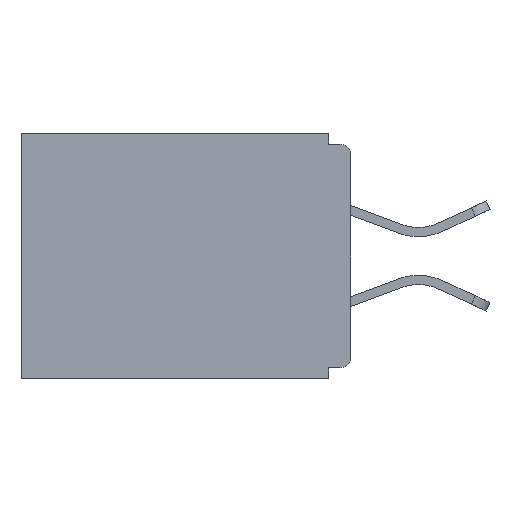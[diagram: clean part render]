
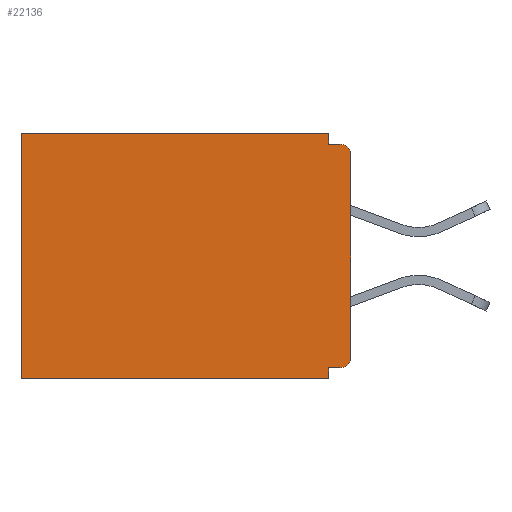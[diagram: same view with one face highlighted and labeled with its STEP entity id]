
A CAD part, left-side view. The second image highlights one B-rep face of the part: STEP entity #22136.
In plain terms, the highlighted planar face has unit normal (-1, 0, 0).
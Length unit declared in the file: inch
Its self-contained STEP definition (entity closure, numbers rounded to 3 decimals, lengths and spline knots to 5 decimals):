
#713 = CARTESIAN_POINT ( 'NONE',  ( 0.298, 0., 0. ) ) ;
#1232 = VERTEX_POINT ( 'NONE', #15404 ) ;
#1821 = AXIS2_PLACEMENT_3D ( 'NONE', #17900, #19855, #2390 ) ;
#2390 = DIRECTION ( 'NONE',  ( 0., 0., -1. ) ) ;
#3068 = ORIENTED_EDGE ( 'NONE', *, *, #19205, .T. ) ;
#3090 = VECTOR ( 'NONE', #8107, 39.37008 ) ;
#3425 = EDGE_CURVE ( 'NONE', #8883, #18133, #21306, .T. ) ;
#3696 = VERTEX_POINT ( 'NONE', #12378 ) ;
#4534 = LINE ( 'NONE', #23819, #17623 ) ;
#5411 = LINE ( 'NONE', #16460, #20923 ) ;
#6233 = CARTESIAN_POINT ( 'NONE',  ( 0.298, 0.031, -0.343 ) ) ;
#7493 = ORIENTED_EDGE ( 'NONE', *, *, #3425, .T. ) ;
#7744 = LINE ( 'NONE', #15555, #16265 ) ;
#8005 = LINE ( 'NONE', #6233, #3090 ) ;
#8107 = DIRECTION ( 'NONE',  ( 0., 0., -1. ) ) ;
#8605 = EDGE_CURVE ( 'NONE', #22622, #23012, #14668, .T. ) ;
#8690 = EDGE_CURVE ( 'NONE', #22622, #18133, #18004, .T. ) ;
#8883 = VERTEX_POINT ( 'NONE', #12933 ) ;
#9132 = DIRECTION ( 'NONE',  ( 1., 0., 0. ) ) ;
#9419 = ORIENTED_EDGE ( 'NONE', *, *, #9753, .F. ) ;
#9753 = EDGE_CURVE ( 'NONE', #3696, #23012, #7744, .T. ) ;
#10385 = ORIENTED_EDGE ( 'NONE', *, *, #12980, .F. ) ;
#10731 = VERTEX_POINT ( 'NONE', #17370 ) ;
#10923 = DIRECTION ( 'NONE',  ( 0., 0., -1. ) ) ;
#11231 = CARTESIAN_POINT ( 'NONE',  ( 0.298, 0.031, -0.343 ) ) ;
#11281 = AXIS2_PLACEMENT_3D ( 'NONE', #21309, #23291, #13143 ) ;
#11334 = ORIENTED_EDGE ( 'NONE', *, *, #20602, .F. ) ;
#11531 = DIRECTION ( 'NONE',  ( 0., 0., -1. ) ) ;
#12032 = LINE ( 'NONE', #11231, #12339 ) ;
#12039 = ORIENTED_EDGE ( 'NONE', *, *, #13398, .F. ) ;
#12278 = EDGE_CURVE ( 'NONE', #21527, #1232, #4534, .T. ) ;
#12339 = VECTOR ( 'NONE', #13176, 39.37008 ) ;
#12378 = CARTESIAN_POINT ( 'NONE',  ( 0.298, 0.031, -0.015 ) ) ;
#12682 = VECTOR ( 'NONE', #24720, 39.37008 ) ;
#12812 = VECTOR ( 'NONE', #14325, 39.37008 ) ;
#12933 = CARTESIAN_POINT ( 'NONE',  ( 0.298, 0.015, -0.328 ) ) ;
#12980 = EDGE_CURVE ( 'NONE', #8883, #16106, #5411, .T. ) ;
#13035 = ORIENTED_EDGE ( 'NONE', *, *, #8690, .F. ) ;
#13143 = DIRECTION ( 'NONE',  ( 0., 0., -1. ) ) ;
#13176 = DIRECTION ( 'NONE',  ( 0., 0., -1. ) ) ;
#13398 = EDGE_CURVE ( 'NONE', #10731, #14391, #15732, .T. ) ;
#14144 = LINE ( 'NONE', #17489, #20520 ) ;
#14325 = DIRECTION ( 'NONE',  ( 0., 0., -1. ) ) ;
#14391 = VERTEX_POINT ( 'NONE', #14944 ) ;
#14668 = CIRCLE ( 'NONE', #1821, 0.015 ) ;
#14944 = CARTESIAN_POINT ( 'NONE',  ( 0.298, 0.46, -0.343 ) ) ;
#15174 = ORIENTED_EDGE ( 'NONE', *, *, #18743, .F. ) ;
#15289 = CARTESIAN_POINT ( 'NONE',  ( 0.298, 0.015, -0.015 ) ) ;
#15404 = CARTESIAN_POINT ( 'NONE',  ( 0.298, 0.46, 0. ) ) ;
#15555 = CARTESIAN_POINT ( 'NONE',  ( 0.298, 0., -0.015 ) ) ;
#15732 = LINE ( 'NONE', #17051, #12682 ) ;
#16106 = VERTEX_POINT ( 'NONE', #18453 ) ;
#16265 = VECTOR ( 'NONE', #25024, 39.37008 ) ;
#16460 = CARTESIAN_POINT ( 'NONE',  ( 0.298, 0., -0.328 ) ) ;
#17051 = CARTESIAN_POINT ( 'NONE',  ( 0.298, 0., -0.343 ) ) ;
#17370 = CARTESIAN_POINT ( 'NONE',  ( 0.298, 0.031, -0.343 ) ) ;
#17489 = CARTESIAN_POINT ( 'NONE',  ( 0.298, 0.46, 0. ) ) ;
#17623 = VECTOR ( 'NONE', #23730, 39.37008 ) ;
#17900 = CARTESIAN_POINT ( 'NONE',  ( 0.298, 0.015, -0.03 ) ) ;
#18004 = LINE ( 'NONE', #713, #12812 ) ;
#18133 = VERTEX_POINT ( 'NONE', #21168 ) ;
#18392 = DIRECTION ( 'NONE',  ( 0., 1., 0. ) ) ;
#18453 = CARTESIAN_POINT ( 'NONE',  ( 0.298, 0.031, -0.328 ) ) ;
#18580 = AXIS2_PLACEMENT_3D ( 'NONE', #22742, #9132, #10923 ) ;
#18743 = EDGE_CURVE ( 'NONE', #16106, #10731, #12032, .T. ) ;
#18813 = PLANE ( 'NONE',  #18580 ) ;
#19205 = EDGE_CURVE ( 'NONE', #1232, #14391, #14144, .T. ) ;
#19619 = FACE_OUTER_BOUND ( 'NONE', #22256, .T. ) ;
#19855 = DIRECTION ( 'NONE',  ( -1., 0., 0. ) ) ;
#20520 = VECTOR ( 'NONE', #11531, 39.37008 ) ;
#20602 = EDGE_CURVE ( 'NONE', #21527, #3696, #8005, .T. ) ;
#20923 = VECTOR ( 'NONE', #18392, 39.37008 ) ;
#21168 = CARTESIAN_POINT ( 'NONE',  ( 0.298, 0., -0.313 ) ) ;
#21306 = CIRCLE ( 'NONE', #11281, 0.015 ) ;
#21309 = CARTESIAN_POINT ( 'NONE',  ( 0.298, 0.015, -0.313 ) ) ;
#21527 = VERTEX_POINT ( 'NONE', #22946 ) ;
#22136 = ADVANCED_FACE ( 'NONE', ( #19619 ), #18813, .F. ) ;
#22256 = EDGE_LOOP ( 'NONE', ( #22518, #9419, #11334, #22867, #3068, #12039, #15174, #10385, #7493, #13035 ) ) ;
#22518 = ORIENTED_EDGE ( 'NONE', *, *, #8605, .T. ) ;
#22546 = CARTESIAN_POINT ( 'NONE',  ( 0.298, 0., -0.03 ) ) ;
#22622 = VERTEX_POINT ( 'NONE', #22546 ) ;
#22742 = CARTESIAN_POINT ( 'NONE',  ( 0.298, 0., 0. ) ) ;
#22867 = ORIENTED_EDGE ( 'NONE', *, *, #12278, .T. ) ;
#22946 = CARTESIAN_POINT ( 'NONE',  ( 0.298, 0.031, 0. ) ) ;
#23012 = VERTEX_POINT ( 'NONE', #15289 ) ;
#23291 = DIRECTION ( 'NONE',  ( -1., 0., 0. ) ) ;
#23730 = DIRECTION ( 'NONE',  ( 0., 1., 0. ) ) ;
#23819 = CARTESIAN_POINT ( 'NONE',  ( 0.298, 0., 0. ) ) ;
#24720 = DIRECTION ( 'NONE',  ( 0., 1., 0. ) ) ;
#25024 = DIRECTION ( 'NONE',  ( 0., -1., 0. ) ) ;
